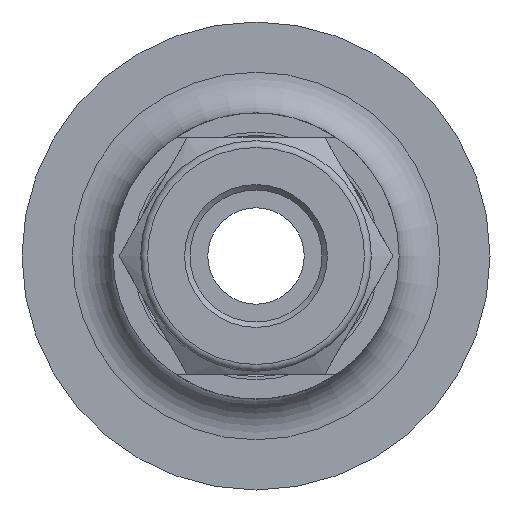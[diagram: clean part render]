
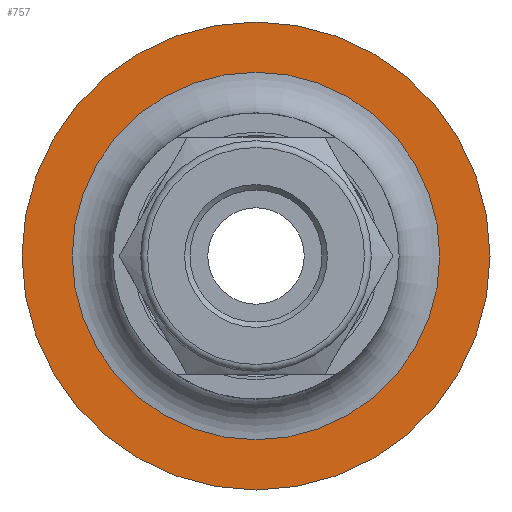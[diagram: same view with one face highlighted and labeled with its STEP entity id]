
A CAD part, left-side view. The second image highlights one B-rep face of the part: STEP entity #757.
In plain terms, the highlighted planar face has unit normal (-1, 0, 0).
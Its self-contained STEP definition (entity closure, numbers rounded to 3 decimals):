
#51=FACE_BOUND('',#208,.T.);
#104=CIRCLE('',#876,13.55);
#105=CIRCLE('',#878,17.25);
#152=FACE_OUTER_BOUND('',#207,.T.);
#207=EDGE_LOOP('',(#682));
#208=EDGE_LOOP('',(#683));
#369=VERTEX_POINT('',#1365);
#370=VERTEX_POINT('',#1369);
#474=EDGE_CURVE('',#369,#369,#104,.T.);
#475=EDGE_CURVE('',#370,#370,#105,.T.);
#682=ORIENTED_EDGE('',*,*,#475,.F.);
#683=ORIENTED_EDGE('',*,*,#474,.T.);
#711=PLANE('',#877);
#757=ADVANCED_FACE('',(#152,#51),#711,.T.);
#876=AXIS2_PLACEMENT_3D('',#1367,#1114,#1115);
#877=AXIS2_PLACEMENT_3D('',#1368,#1116,#1117);
#878=AXIS2_PLACEMENT_3D('',#1370,#1118,#1119);
#1114=DIRECTION('center_axis',(1.,0.,0.));
#1115=DIRECTION('ref_axis',(0.,0.,-1.));
#1116=DIRECTION('center_axis',(-1.,0.,0.));
#1117=DIRECTION('ref_axis',(0.,0.,1.));
#1118=DIRECTION('center_axis',(1.,0.,0.));
#1119=DIRECTION('ref_axis',(0.,0.,-1.));
#1365=CARTESIAN_POINT('',(76.014,0.,13.55));
#1367=CARTESIAN_POINT('Origin',(76.014,0.,0.));
#1368=CARTESIAN_POINT('Origin',(76.014,17.25,0.));
#1369=CARTESIAN_POINT('',(76.014,-17.25,0.));
#1370=CARTESIAN_POINT('Origin',(76.014,0.,0.));
